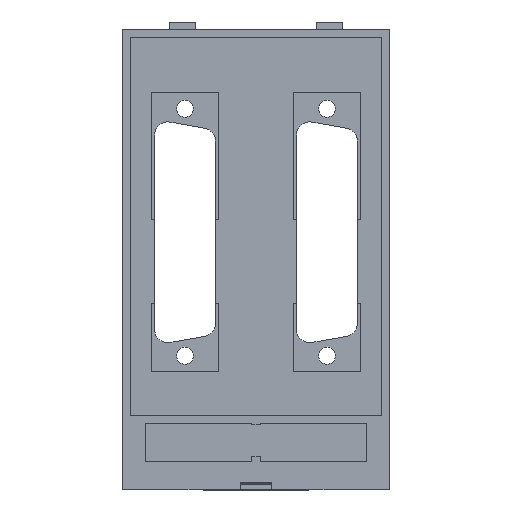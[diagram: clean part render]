
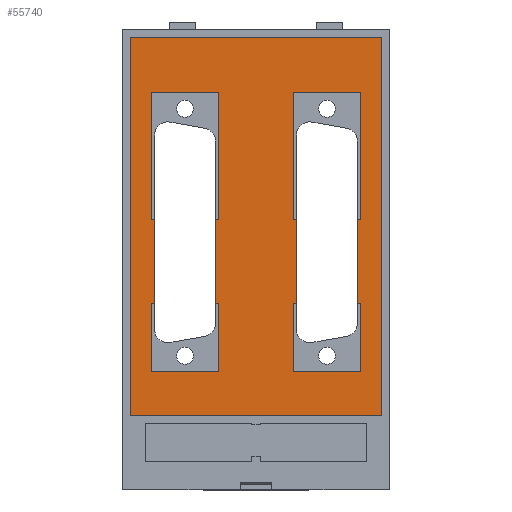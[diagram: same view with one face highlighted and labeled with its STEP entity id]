
A CAD part, top view. The second image highlights one B-rep face of the part: STEP entity #55740.
In plain terms, the highlighted planar face has unit normal (0, 0, 1).
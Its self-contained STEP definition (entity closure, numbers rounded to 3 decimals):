
#38940=CARTESIAN_POINT('',(33.05,35.5,2.8));
#38950=VERTEX_POINT('',#38940);
#39000=CARTESIAN_POINT('',(33.05,0.,2.8));
#39010=DIRECTION('',(0.,-1.,0.));
#39020=VECTOR('',#39010,1.);
#39030=LINE('',#39000,#39020);
#39040=CARTESIAN_POINT('',(33.05,51.5,2.8));
#39050=VERTEX_POINT('',#39040);
#39060=EDGE_CURVE('',#39050,#38950,#39030,.T.);
#41950=CARTESIAN_POINT('',(44.65,51.5,2.8));
#41960=VERTEX_POINT('',#41950);
#41990=CARTESIAN_POINT('',(44.65,0.,2.8));
#42000=DIRECTION('',(0.,1.,0.));
#42010=VECTOR('',#42000,1.);
#42020=LINE('',#41990,#42010);
#42030=CARTESIAN_POINT('',(44.65,35.5,2.8));
#42040=VERTEX_POINT('',#42030);
#42050=EDGE_CURVE('',#42040,#41960,#42020,.T.);
#43050=CARTESIAN_POINT('',(6.05,35.5,2.8));
#43060=VERTEX_POINT('',#43050);
#43090=CARTESIAN_POINT('',(6.05,0.,2.8));
#43100=DIRECTION('',(0.,-1.,0.));
#43110=VECTOR('',#43100,1.);
#43120=LINE('',#43090,#43110);
#43130=CARTESIAN_POINT('',(6.05,51.5,2.8));
#43140=VERTEX_POINT('',#43130);
#43150=EDGE_CURVE('',#43140,#43060,#43120,.T.);
#43910=CARTESIAN_POINT('',(17.65,51.5,2.8));
#43920=VERTEX_POINT('',#43910);
#43950=CARTESIAN_POINT('',(17.65,0.,2.8));
#43960=DIRECTION('',(0.,1.,0.));
#43970=VECTOR('',#43960,1.);
#43980=LINE('',#43950,#43970);
#43990=CARTESIAN_POINT('',(17.65,35.5,2.8));
#44000=VERTEX_POINT('',#43990);
#44010=EDGE_CURVE('',#44000,#43920,#43980,.T.);
#46910=CARTESIAN_POINT('',(45.25,51.5,2.8));
#46920=VERTEX_POINT('',#46910);
#46950=CARTESIAN_POINT('',(0.,51.5,2.8));
#46960=DIRECTION('',(1.,0.,0.));
#46970=VECTOR('',#46960,1.);
#46980=LINE('',#46950,#46970);
#46990=EDGE_CURVE('',#41960,#46920,#46980,.T.);
#47830=CARTESIAN_POINT('',(32.45,75.5,2.8));
#47840=VERTEX_POINT('',#47830);
#48010=CARTESIAN_POINT('',(32.45,51.5,2.8));
#48020=VERTEX_POINT('',#48010);
#48050=CARTESIAN_POINT('',(32.45,0.,2.8));
#48060=DIRECTION('',(0.,-1.,0.));
#48070=VECTOR('',#48060,1.);
#48080=LINE('',#48050,#48070);
#48090=EDGE_CURVE('',#47840,#48020,#48080,.T.);
#48300=CARTESIAN_POINT('',(5.45,22.5,2.8));
#48310=VERTEX_POINT('',#48300);
#48390=CARTESIAN_POINT('',(18.25,22.5,2.8));
#48400=VERTEX_POINT('',#48390);
#48430=CARTESIAN_POINT('',(0.,22.5,2.8));
#48440=DIRECTION('',(-1.,0.,0.));
#48450=VECTOR('',#48440,1.);
#48460=LINE('',#48430,#48450);
#48470=EDGE_CURVE('',#48400,#48310,#48460,.T.);
#48680=CARTESIAN_POINT('',(45.25,35.5,2.8));
#48690=VERTEX_POINT('',#48680);
#48810=CARTESIAN_POINT('',(0.,35.5,2.8));
#48820=DIRECTION('',(-1.,0.,0.));
#48830=VECTOR('',#48820,1.);
#48840=LINE('',#48810,#48830);
#48850=EDGE_CURVE('',#48690,#42040,#48840,.T.);
#49060=CARTESIAN_POINT('',(32.45,35.5,2.8));
#49070=VERTEX_POINT('',#49060);
#49240=CARTESIAN_POINT('',(32.45,22.5,2.8));
#49250=VERTEX_POINT('',#49240);
#49280=CARTESIAN_POINT('',(32.45,0.,2.8));
#49290=DIRECTION('',(0.,-1.,0.));
#49300=VECTOR('',#49290,1.);
#49310=LINE('',#49280,#49300);
#49320=EDGE_CURVE('',#49070,#49250,#49310,.T.);
#50160=CARTESIAN_POINT('',(45.25,22.5,2.8));
#50170=VERTEX_POINT('',#50160);
#50290=CARTESIAN_POINT('',(45.25,0.,2.8));
#50300=DIRECTION('',(0.,1.,0.));
#50310=VECTOR('',#50300,1.);
#50320=LINE('',#50290,#50310);
#50330=EDGE_CURVE('',#50170,#48690,#50320,.T.);
#50560=CARTESIAN_POINT('',(18.25,35.5,2.8));
#50570=VERTEX_POINT('',#50560);
#50600=CARTESIAN_POINT('',(18.25,0.,2.8));
#50610=DIRECTION('',(0.,-1.,0.));
#50620=VECTOR('',#50610,1.);
#50630=LINE('',#50600,#50620);
#50640=EDGE_CURVE('',#50570,#48400,#50630,.T.);
#50850=CARTESIAN_POINT('',(18.25,75.5,2.8));
#50860=VERTEX_POINT('',#50850);
#50940=CARTESIAN_POINT('',(5.45,75.5,2.8));
#50950=VERTEX_POINT('',#50940);
#50980=CARTESIAN_POINT('',(0.,75.5,2.8));
#50990=DIRECTION('',(1.,0.,0.));
#51000=VECTOR('',#50990,1.);
#51010=LINE('',#50980,#51000);
#51020=EDGE_CURVE('',#50950,#50860,#51010,.T.);
#51230=CARTESIAN_POINT('',(18.25,51.5,2.8));
#51240=VERTEX_POINT('',#51230);
#51290=CARTESIAN_POINT('',(18.25,0.,2.8));
#51300=DIRECTION('',(0.,-1.,0.));
#51310=VECTOR('',#51300,1.);
#51320=LINE('',#51290,#51310);
#51330=EDGE_CURVE('',#50860,#51240,#51320,.T.);
#51540=CARTESIAN_POINT('',(45.25,75.5,2.8));
#51550=VERTEX_POINT('',#51540);
#51670=CARTESIAN_POINT('',(0.,75.5,2.8));
#51680=DIRECTION('',(-1.,0.,0.));
#51690=VECTOR('',#51680,1.);
#51700=LINE('',#51670,#51690);
#51710=EDGE_CURVE('',#51550,#47840,#51700,.T.);
#51960=CARTESIAN_POINT('',(0.,51.5,2.8));
#51970=DIRECTION('',(1.,0.,0.));
#51980=VECTOR('',#51970,1.);
#51990=LINE('',#51960,#51980);
#52000=EDGE_CURVE('',#48020,#39050,#51990,.T.);
#52250=CARTESIAN_POINT('',(0.,35.5,2.8));
#52260=DIRECTION('',(-1.,0.,0.));
#52270=VECTOR('',#52260,1.);
#52280=LINE('',#52250,#52270);
#52290=EDGE_CURVE('',#38950,#49070,#52280,.T.);
#52820=CARTESIAN_POINT('',(5.45,51.5,2.8));
#52830=VERTEX_POINT('',#52820);
#52860=CARTESIAN_POINT('',(5.45,0.,2.8));
#52870=DIRECTION('',(0.,1.,0.));
#52880=VECTOR('',#52870,1.);
#52890=LINE('',#52860,#52880);
#52900=EDGE_CURVE('',#52830,#50950,#52890,.T.);
#53110=CARTESIAN_POINT('',(5.45,35.5,2.8));
#53120=VERTEX_POINT('',#53110);
#53170=CARTESIAN_POINT('',(5.45,0.,2.8));
#53180=DIRECTION('',(0.,1.,0.));
#53190=VECTOR('',#53180,1.);
#53200=LINE('',#53170,#53190);
#53210=EDGE_CURVE('',#48310,#53120,#53200,.T.);
#53410=CARTESIAN_POINT('',(0.,35.5,2.8));
#53420=DIRECTION('',(1.,0.,0.));
#53430=VECTOR('',#53420,1.);
#53440=LINE('',#53410,#53430);
#53450=EDGE_CURVE('',#53120,#43060,#53440,.T.);
#53650=CARTESIAN_POINT('',(0.,22.5,2.8));
#53660=DIRECTION('',(1.,0.,0.));
#53670=VECTOR('',#53660,1.);
#53680=LINE('',#53650,#53670);
#53690=EDGE_CURVE('',#49250,#50170,#53680,.T.);
#53940=CARTESIAN_POINT('',(45.25,0.,2.8));
#53950=DIRECTION('',(0.,1.,0.));
#53960=VECTOR('',#53950,1.);
#53970=LINE('',#53940,#53960);
#53980=EDGE_CURVE('',#46920,#51550,#53970,.T.);
#54430=CARTESIAN_POINT('',(0.,35.5,2.8));
#54440=DIRECTION('',(1.,0.,0.));
#54450=VECTOR('',#54440,1.);
#54460=LINE('',#54430,#54450);
#54470=EDGE_CURVE('',#44000,#50570,#54460,.T.);
#54670=CARTESIAN_POINT('',(0.,51.5,2.8));
#54680=DIRECTION('',(-1.,0.,0.));
#54690=VECTOR('',#54680,1.);
#54700=LINE('',#54670,#54690);
#54710=EDGE_CURVE('',#51240,#43920,#54700,.T.);
#54910=CARTESIAN_POINT('',(0.,51.5,2.8));
#54920=DIRECTION('',(-1.,0.,0.));
#54930=VECTOR('',#54920,1.);
#54940=LINE('',#54910,#54930);
#54950=EDGE_CURVE('',#43140,#52830,#54940,.T.);
#55070=CARTESIAN_POINT('',(14.45,8.95,2.8));
#55080=DIRECTION('',(0.,-0.,1.));
#55090=DIRECTION('',(0.,1.,0.));
#55100=AXIS2_PLACEMENT_3D('',#55070,#55080,#55090);
#55110=PLANE('',#55100);
#55120=CARTESIAN_POINT('',(0.15,14.1,2.8));
#55130=DIRECTION('',(1.,0.,0.));
#55140=VECTOR('',#55130,1.);
#55150=LINE('',#55120,#55140);
#55160=CARTESIAN_POINT('',(1.43,14.1,2.8));
#55170=VERTEX_POINT('',#55160);
#55180=CARTESIAN_POINT('',(49.27,14.1,2.8));
#55190=VERTEX_POINT('',#55180);
#55200=EDGE_CURVE('',#55170,#55190,#55150,.T.);
#55210=ORIENTED_EDGE('',*,*,#55200,.T.);
#55220=CARTESIAN_POINT('',(1.43,-5.2,2.8));
#55230=DIRECTION('',(0.,-1.,0.));
#55240=VECTOR('',#55230,1.);
#55250=LINE('',#55220,#55240);
#55260=CARTESIAN_POINT('',(1.43,86.07,2.8));
#55270=VERTEX_POINT('',#55260);
#55280=EDGE_CURVE('',#55270,#55170,#55250,.T.);
#55290=ORIENTED_EDGE('',*,*,#55280,.T.);
#55300=CARTESIAN_POINT('',(0.15,86.07,2.8));
#55310=DIRECTION('',(-1.,0.,0.));
#55320=VECTOR('',#55310,1.);
#55330=LINE('',#55300,#55320);
#55340=CARTESIAN_POINT('',(49.27,86.07,2.8));
#55350=VERTEX_POINT('',#55340);
#55360=EDGE_CURVE('',#55350,#55270,#55330,.T.);
#55370=ORIENTED_EDGE('',*,*,#55360,.T.);
#55380=CARTESIAN_POINT('',(49.27,-5.2,2.8));
#55390=DIRECTION('',(0.,1.,0.));
#55400=VECTOR('',#55390,1.);
#55410=LINE('',#55380,#55400);
#55420=EDGE_CURVE('',#55190,#55350,#55410,.T.);
#55430=ORIENTED_EDGE('',*,*,#55420,.T.);
#55440=EDGE_LOOP('',(#55430,#55370,#55290,#55210));
#55450=FACE_OUTER_BOUND('',#55440,.T.);
#55460=ORIENTED_EDGE('',*,*,#51020,.T.);
#55470=ORIENTED_EDGE('',*,*,#52900,.T.);
#55480=ORIENTED_EDGE('',*,*,#54950,.T.);
#55490=ORIENTED_EDGE('',*,*,#43150,.F.);
#55500=ORIENTED_EDGE('',*,*,#53450,.T.);
#55510=ORIENTED_EDGE('',*,*,#53210,.T.);
#55520=ORIENTED_EDGE('',*,*,#48470,.T.);
#55530=ORIENTED_EDGE('',*,*,#50640,.T.);
#55540=ORIENTED_EDGE('',*,*,#54470,.T.);
#55550=ORIENTED_EDGE('',*,*,#44010,.F.);
#55560=ORIENTED_EDGE('',*,*,#54710,.T.);
#55570=ORIENTED_EDGE('',*,*,#51330,.T.);
#55580=EDGE_LOOP('',(#55570,#55560,#55550,#55540,#55530,#55520,#55510,
#55500,#55490,#55480,#55470,#55460));
#55590=FACE_BOUND('',#55580,.T.);
#55600=ORIENTED_EDGE('',*,*,#51710,.F.);
#55610=ORIENTED_EDGE('',*,*,#48090,.F.);
#55620=ORIENTED_EDGE('',*,*,#52000,.F.);
#55630=ORIENTED_EDGE('',*,*,#39060,.F.);
#55640=ORIENTED_EDGE('',*,*,#52290,.F.);
#55650=ORIENTED_EDGE('',*,*,#49320,.F.);
#55660=ORIENTED_EDGE('',*,*,#53690,.F.);
#55670=ORIENTED_EDGE('',*,*,#50330,.F.);
#55680=ORIENTED_EDGE('',*,*,#48850,.F.);
#55690=ORIENTED_EDGE('',*,*,#42050,.F.);
#55700=ORIENTED_EDGE('',*,*,#46990,.F.);
#55710=ORIENTED_EDGE('',*,*,#53980,.F.);
#55720=EDGE_LOOP('',(#55710,#55700,#55690,#55680,#55670,#55660,#55650,
#55640,#55630,#55620,#55610,#55600));
#55730=FACE_BOUND('',#55720,.T.);
#55740=ADVANCED_FACE('',(#55450,#55590,#55730),#55110,.T.);
